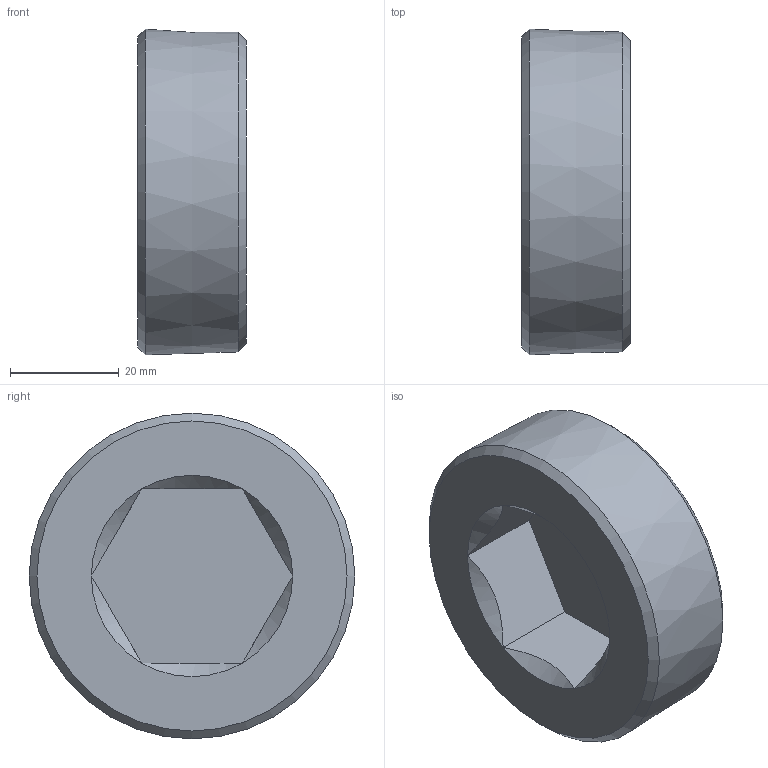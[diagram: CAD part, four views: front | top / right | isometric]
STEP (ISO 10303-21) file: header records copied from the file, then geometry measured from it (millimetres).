
FILE_DESCRIPTION(('STEP AP214'),'1');
FILE_NAME('DIN906-R200_2.stp','2023-09-29T12:58:52',(' '),(' '),'Spatial InterOp 3D',' ',' ');
FILE_SCHEMA(('automotive_design'));
Length unit declared in the file: metre
Products named in the file (1): 1
Bounding box: 20 x 59.78 x 59.78 mm (x, y, z)
Volume: 40367 mm3; surface area: 10580.4 mm2
Topology: 1 solids, 1 shells, 18 faces, 31 edges, 16 vertices
Faces by surface type: plane 9, cone 9
Entity records: 815 total; most frequent: CARTESIAN_POINT 191, DIRECTION 70, ORIENTED_EDGE 56, STYLED_ITEM 46, PRESENTATION_STYLE_ASSIGNMENT 46, COLOUR_RGB 46, AXIS2_PLACEMENT_3D 29, EDGE_CURVE 28
